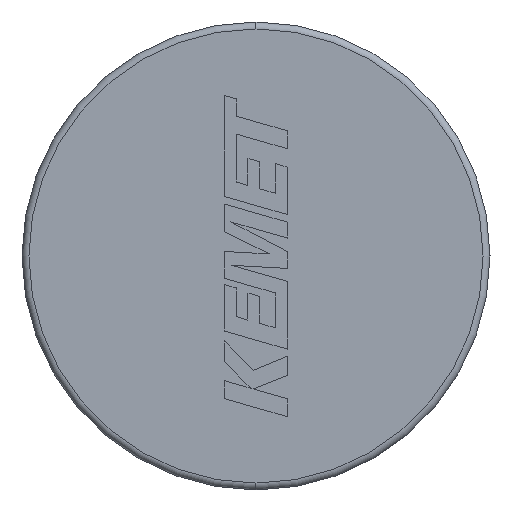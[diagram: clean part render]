
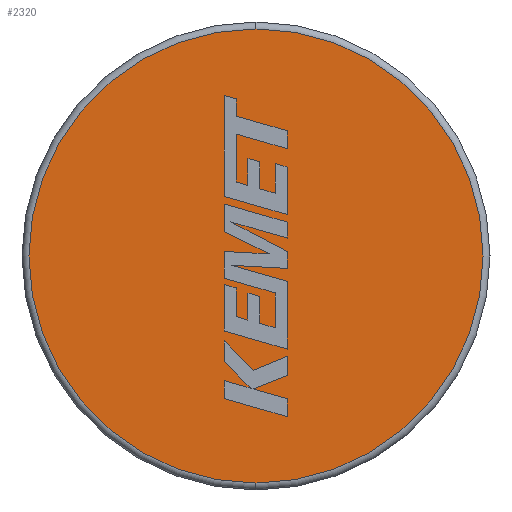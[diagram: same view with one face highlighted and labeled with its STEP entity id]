
A CAD part, left-side view. The second image highlights one B-rep face of the part: STEP entity #2320.
In plain terms, the highlighted planar face has unit normal (-1, 0, 0).
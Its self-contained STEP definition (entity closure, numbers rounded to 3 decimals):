
#6 = DIRECTION ( 'NONE',  ( 0., 0., -1. ) ) ;
#193 = DIRECTION ( 'NONE',  ( 0., 0., -1. ) ) ;
#226 = CARTESIAN_POINT ( 'NONE',  ( 0., 0., -6.55 ) ) ;
#301 = VERTEX_POINT ( 'NONE', #226 ) ;
#491 = EDGE_CURVE ( 'NONE', #301, #3053, #2118, .T. ) ;
#548 = AXIS2_PLACEMENT_3D ( 'NONE', #712, #3337, #193 ) ;
#606 = CARTESIAN_POINT ( 'NONE',  ( 0., 0., 0. ) ) ;
#712 = CARTESIAN_POINT ( 'NONE',  ( 0., 0., 0. ) ) ;
#789 = CARTESIAN_POINT ( 'NONE',  ( 0., 0., 0. ) ) ;
#885 = DIRECTION ( 'NONE',  ( -1., 0., 0. ) ) ;
#1036 = ORIENTED_EDGE ( 'NONE', *, *, #2884, .T. ) ;
#1486 = CIRCLE ( 'NONE', #2753, 6.55 ) ;
#1890 = FACE_OUTER_BOUND ( 'NONE', #1899, .T. ) ;
#1899 = EDGE_LOOP ( 'NONE', ( #2096, #1036 ) ) ;
#2009 = PLANE ( 'NONE',  #548 ) ;
#2096 = ORIENTED_EDGE ( 'NONE', *, *, #491, .T. ) ;
#2118 = CIRCLE ( 'NONE', #2727, 6.55 ) ;
#2145 = DIRECTION ( 'NONE',  ( -1., 0., 0. ) ) ;
#2320 = ADVANCED_FACE ( 'NONE', ( #1890 ), #2009, .F. ) ;
#2727 = AXIS2_PLACEMENT_3D ( 'NONE', #789, #2145, #6 ) ;
#2751 = DIRECTION ( 'NONE',  ( 0., 0., -1. ) ) ;
#2753 = AXIS2_PLACEMENT_3D ( 'NONE', #606, #885, #2751 ) ;
#2768 = CARTESIAN_POINT ( 'NONE',  ( 0., 0., 6.55 ) ) ;
#2884 = EDGE_CURVE ( 'NONE', #3053, #301, #1486, .T. ) ;
#3053 = VERTEX_POINT ( 'NONE', #2768 ) ;
#3337 = DIRECTION ( 'NONE',  ( 1., 0., 0. ) ) ;
